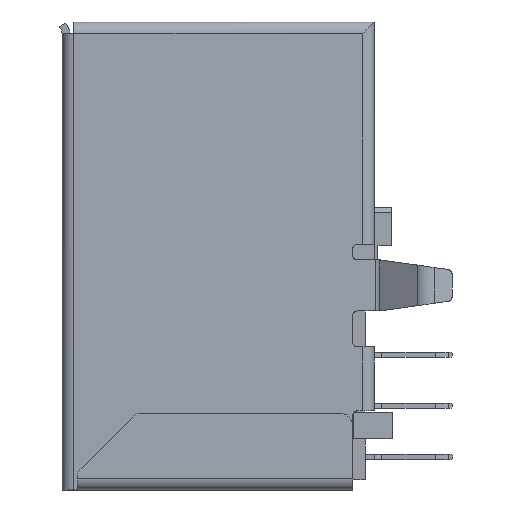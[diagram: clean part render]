
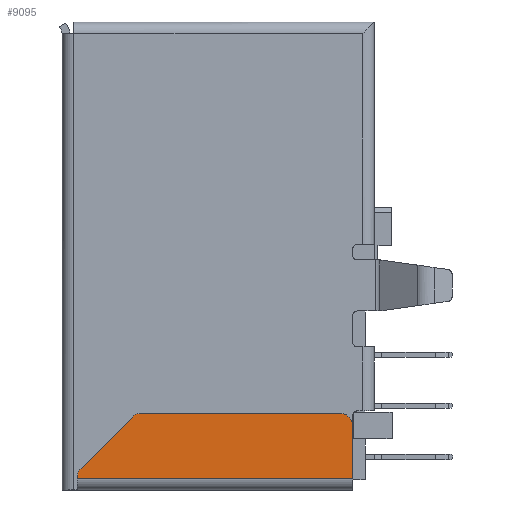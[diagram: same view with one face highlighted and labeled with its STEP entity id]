
A CAD part, left-side view. The second image highlights one B-rep face of the part: STEP entity #9095.
In plain terms, the highlighted planar face has unit normal (-1, 0, 0).
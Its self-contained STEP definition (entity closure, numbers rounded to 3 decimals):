
#509 = CARTESIAN_POINT ( 'NONE',  ( -6.35, 3.359, -15.446 ) ) ;
#753 = CIRCLE ( 'NONE', #11087, 0.5 ) ;
#953 = CIRCLE ( 'NONE', #1738, 0.5 ) ;
#1309 = CARTESIAN_POINT ( 'NONE',  ( -6.35, 5.005, -17.8 ) ) ;
#1564 = ORIENTED_EDGE ( 'NONE', *, *, #14215, .F. ) ;
#1738 = AXIS2_PLACEMENT_3D ( 'NONE', #14604, #6920, #15901 ) ;
#1846 = CARTESIAN_POINT ( 'NONE',  ( -6.35, -5.255, -15.8 ) ) ;
#2040 = CARTESIAN_POINT ( 'NONE',  ( -6.35, 5.505, -17.85 ) ) ;
#2340 = FACE_OUTER_BOUND ( 'NONE', #10895, .T. ) ;
#2398 = LINE ( 'NONE', #11073, #15326 ) ;
#2407 = CARTESIAN_POINT ( 'NONE',  ( -6.35, 5.359, -17.446 ) ) ;
#2621 = DIRECTION ( 'NONE',  ( 0., 0., -1. ) ) ;
#2854 = VECTOR ( 'NONE', #13705, 1000. ) ;
#3405 = CARTESIAN_POINT ( 'NONE',  ( -6.35, 3.005, -15.3 ) ) ;
#4056 = LINE ( 'NONE', #8942, #10097 ) ;
#4256 = LINE ( 'NONE', #12618, #14149 ) ;
#4670 = DIRECTION ( 'NONE',  ( 0., -0.707, 0.707 ) ) ;
#5054 = DIRECTION ( 'NONE',  ( 1., 0., 0. ) ) ;
#5229 = EDGE_CURVE ( 'NONE', #15471, #15076, #4056, .T. ) ;
#5390 = CIRCLE ( 'NONE', #5437, 0.5 ) ;
#5437 = AXIS2_PLACEMENT_3D ( 'NONE', #12767, #5054, #14093 ) ;
#5601 = CARTESIAN_POINT ( 'NONE',  ( -6.35, -4.755, -15.8 ) ) ;
#6431 = EDGE_CURVE ( 'NONE', #15234, #7533, #753, .T. ) ;
#6912 = DIRECTION ( 'NONE',  ( 0., 0., -1. ) ) ;
#6920 = DIRECTION ( 'NONE',  ( 1., 0., 0. ) ) ;
#7189 = CARTESIAN_POINT ( 'NONE',  ( -6.35, -5.255, -17.85 ) ) ;
#7533 = VERTEX_POINT ( 'NONE', #1846 ) ;
#7725 = EDGE_CURVE ( 'NONE', #15471, #14251, #4256, .T. ) ;
#7783 = VERTEX_POINT ( 'NONE', #2407 ) ;
#7900 = CARTESIAN_POINT ( 'NONE',  ( -6.35, -4.755, -15.3 ) ) ;
#8269 = ORIENTED_EDGE ( 'NONE', *, *, #11341, .F. ) ;
#8586 = ORIENTED_EDGE ( 'NONE', *, *, #9062, .F. ) ;
#8638 = CARTESIAN_POINT ( 'NONE',  ( -6.35, 3.005, -15.3 ) ) ;
#8852 = CARTESIAN_POINT ( 'NONE',  ( -6.35, 5.505, -17.8 ) ) ;
#8942 = CARTESIAN_POINT ( 'NONE',  ( -6.35, 5.505, -18.3 ) ) ;
#9011 = ORIENTED_EDGE ( 'NONE', *, *, #5229, .F. ) ;
#9062 = EDGE_CURVE ( 'NONE', #11372, #16567, #5390, .T. ) ;
#9095 = ADVANCED_FACE ( 'NONE', ( #2340 ), #12832, .F. ) ;
#10097 = VECTOR ( 'NONE', #12820, 1000. ) ;
#10357 = DIRECTION ( 'NONE',  ( 1., 0., 0. ) ) ;
#10588 = ORIENTED_EDGE ( 'NONE', *, *, #6431, .F. ) ;
#10718 = ORIENTED_EDGE ( 'NONE', *, *, #14915, .F. ) ;
#10895 = EDGE_LOOP ( 'NONE', ( #9011, #16219, #1564, #10588, #10718, #8586, #13787, #8269 ) ) ;
#11073 = CARTESIAN_POINT ( 'NONE',  ( -6.35, 5.359, -17.446 ) ) ;
#11087 = AXIS2_PLACEMENT_3D ( 'NONE', #5601, #14596, #6912 ) ;
#11341 = EDGE_CURVE ( 'NONE', #15076, #7783, #953, .T. ) ;
#11372 = VERTEX_POINT ( 'NONE', #509 ) ;
#12571 = VECTOR ( 'NONE', #16172, 1000. ) ;
#12618 = CARTESIAN_POINT ( 'NONE',  ( -6.35, 7.5, -17.85 ) ) ;
#12767 = CARTESIAN_POINT ( 'NONE',  ( -6.35, 3.005, -15.8 ) ) ;
#12820 = DIRECTION ( 'NONE',  ( 0., 0., 1. ) ) ;
#12832 = PLANE ( 'NONE',  #14929 ) ;
#13705 = DIRECTION ( 'NONE',  ( 0., -1., 0. ) ) ;
#13787 = ORIENTED_EDGE ( 'NONE', *, *, #15485, .F. ) ;
#13941 = DIRECTION ( 'NONE',  ( 0., -1., 0. ) ) ;
#14093 = DIRECTION ( 'NONE',  ( 0., 0., -1. ) ) ;
#14149 = VECTOR ( 'NONE', #13941, 1000. ) ;
#14215 = EDGE_CURVE ( 'NONE', #7533, #14251, #16006, .T. ) ;
#14251 = VERTEX_POINT ( 'NONE', #7189 ) ;
#14596 = DIRECTION ( 'NONE',  ( 1., 0., 0. ) ) ;
#14604 = CARTESIAN_POINT ( 'NONE',  ( -6.35, 5.005, -17.8 ) ) ;
#14915 = EDGE_CURVE ( 'NONE', #16567, #15234, #16587, .T. ) ;
#14929 = AXIS2_PLACEMENT_3D ( 'NONE', #1309, #10357, #2621 ) ;
#15076 = VERTEX_POINT ( 'NONE', #8852 ) ;
#15234 = VERTEX_POINT ( 'NONE', #7900 ) ;
#15326 = VECTOR ( 'NONE', #4670, 1000. ) ;
#15471 = VERTEX_POINT ( 'NONE', #2040 ) ;
#15485 = EDGE_CURVE ( 'NONE', #7783, #11372, #2398, .T. ) ;
#15901 = DIRECTION ( 'NONE',  ( 0., 0., -1. ) ) ;
#16006 = LINE ( 'NONE', #16120, #12571 ) ;
#16120 = CARTESIAN_POINT ( 'NONE',  ( -6.35, -5.255, -15.8 ) ) ;
#16172 = DIRECTION ( 'NONE',  ( 0., 0., -1. ) ) ;
#16219 = ORIENTED_EDGE ( 'NONE', *, *, #7725, .T. ) ;
#16567 = VERTEX_POINT ( 'NONE', #8638 ) ;
#16587 = LINE ( 'NONE', #3405, #2854 ) ;
